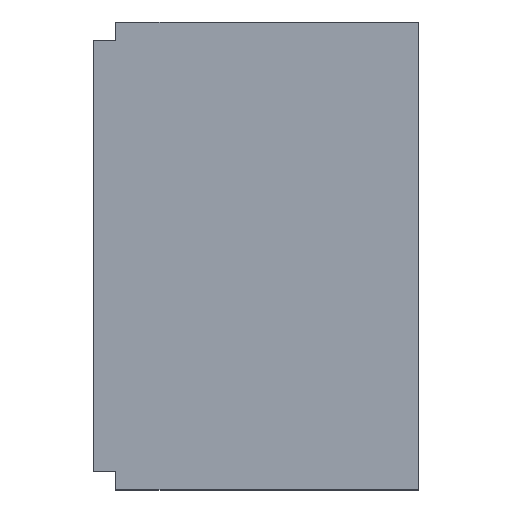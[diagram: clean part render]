
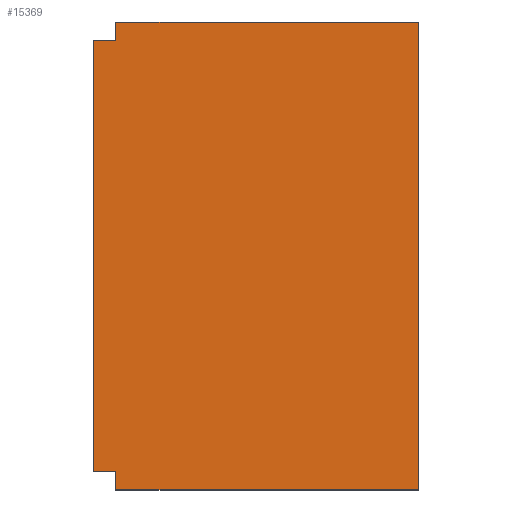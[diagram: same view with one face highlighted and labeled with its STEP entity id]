
A CAD part, top view. The second image highlights one B-rep face of the part: STEP entity #15369.
In plain terms, the highlighted planar face has unit normal (0, 0, 1).
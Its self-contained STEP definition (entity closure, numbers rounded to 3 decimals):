
#1975=PLANE('',#15675);
#2794=FACE_OUTER_BOUND('',#3665,.T.);
#3665=EDGE_LOOP('',(#14517,#14518,#14519,#14520,#14521,#14522,#14523,#14524));
#4840=LINE('',#31456,#6027);
#4845=LINE('',#31469,#6032);
#4848=LINE('',#31474,#6035);
#4850=LINE('',#31478,#6037);
#4851=LINE('',#31481,#6038);
#4853=LINE('',#31484,#6040);
#4854=LINE('',#31486,#6041);
#4855=LINE('',#31487,#6042);
#6027=VECTOR('',#17412,10.);
#6032=VECTOR('',#17425,10.);
#6035=VECTOR('',#17430,10.);
#6037=VECTOR('',#17434,10.);
#6038=VECTOR('',#17437,10.);
#6040=VECTOR('',#17441,10.);
#6041=VECTOR('',#17442,10.);
#6042=VECTOR('',#17443,10.);
#7598=VERTEX_POINT('',#31453);
#7599=VERTEX_POINT('',#31455);
#7602=VERTEX_POINT('',#31466);
#7603=VERTEX_POINT('',#31468);
#7604=VERTEX_POINT('',#31472);
#7605=VERTEX_POINT('',#31476);
#7606=VERTEX_POINT('',#31480);
#7607=VERTEX_POINT('',#31485);
#9902=EDGE_CURVE('',#7599,#7598,#4840,.T.);
#9909=EDGE_CURVE('',#7603,#7602,#4845,.T.);
#9912=EDGE_CURVE('',#7602,#7604,#4848,.T.);
#9914=EDGE_CURVE('',#7598,#7605,#4850,.T.);
#9915=EDGE_CURVE('',#7606,#7603,#4851,.T.);
#9917=EDGE_CURVE('',#7604,#7599,#4853,.T.);
#9918=EDGE_CURVE('',#7605,#7607,#4854,.T.);
#9919=EDGE_CURVE('',#7607,#7606,#4855,.T.);
#14517=ORIENTED_EDGE('',*,*,#9909,.T.);
#14518=ORIENTED_EDGE('',*,*,#9912,.T.);
#14519=ORIENTED_EDGE('',*,*,#9917,.T.);
#14520=ORIENTED_EDGE('',*,*,#9902,.T.);
#14521=ORIENTED_EDGE('',*,*,#9914,.T.);
#14522=ORIENTED_EDGE('',*,*,#9918,.T.);
#14523=ORIENTED_EDGE('',*,*,#9919,.T.);
#14524=ORIENTED_EDGE('',*,*,#9915,.T.);
#15369=ADVANCED_FACE('',(#2794),#1975,.T.);
#15675=AXIS2_PLACEMENT_3D('',#31483,#17439,#17440);
#17412=DIRECTION('',(1.,0.,0.));
#17425=DIRECTION('',(0.,-1.,0.));
#17430=DIRECTION('',(-1.,0.,0.));
#17434=DIRECTION('',(0.,-1.,0.));
#17437=DIRECTION('',(-1.,0.,0.));
#17439=DIRECTION('center_axis',(0.,0.,1.));
#17440=DIRECTION('ref_axis',(1.,0.,0.));
#17441=DIRECTION('',(0.,-1.,0.));
#17442=DIRECTION('',(1.,0.,0.));
#17443=DIRECTION('',(0.,1.,0.));
#31453=CARTESIAN_POINT('',(6.,5.,5.));
#31455=CARTESIAN_POINT('',(0.,5.,5.));
#31456=CARTESIAN_POINT('',(25.,5.,5.));
#31466=CARTESIAN_POINT('',(6.,122.,5.));
#31468=CARTESIAN_POINT('',(6.,127.,5.));
#31469=CARTESIAN_POINT('',(6.,92.75,5.));
#31472=CARTESIAN_POINT('',(0.,122.,5.));
#31474=CARTESIAN_POINT('',(22.,122.,5.));
#31476=CARTESIAN_POINT('',(6.,0.,5.));
#31478=CARTESIAN_POINT('',(6.,31.75,5.));
#31480=CARTESIAN_POINT('',(88.,127.,5.));
#31481=CARTESIAN_POINT('',(88.,127.,5.));
#31483=CARTESIAN_POINT('Origin',(44.,63.5,5.));
#31484=CARTESIAN_POINT('',(0.,127.,5.));
#31485=CARTESIAN_POINT('',(88.,0.,5.));
#31486=CARTESIAN_POINT('',(0.,0.,5.));
#31487=CARTESIAN_POINT('',(88.,0.,5.));
